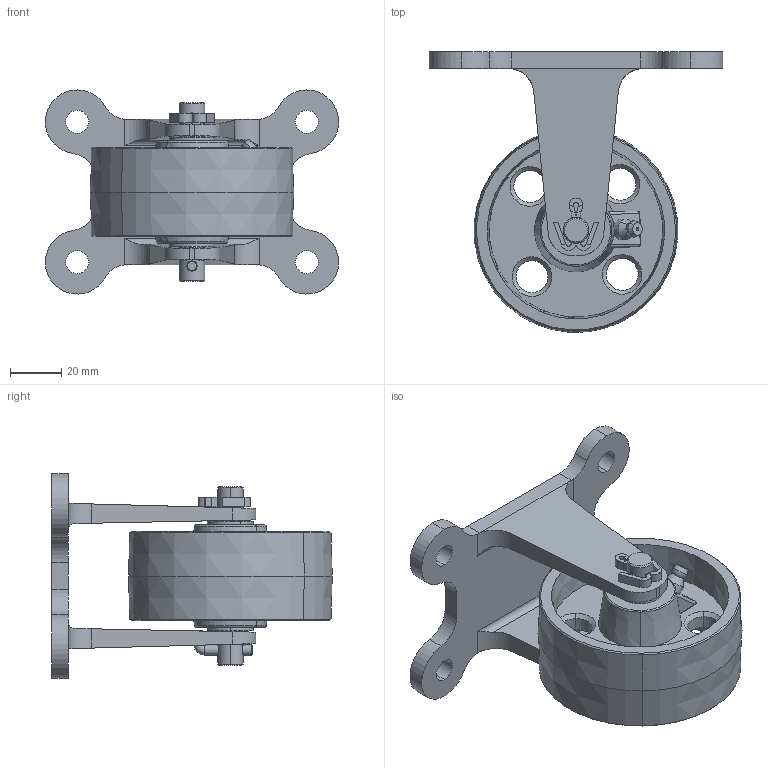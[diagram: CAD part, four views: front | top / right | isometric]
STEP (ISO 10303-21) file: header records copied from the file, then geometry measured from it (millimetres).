
FILE_DESCRIPTION (( 'STEP AP214' ), '1' );
FILE_NAME ('0011585.step', '2020-09-17T07:40:59', ( '' ), ( '' ), 'SwSTEP 2.0', 'SolidWorks 2018', '' );
FILE_SCHEMA (( 'AUTOMOTIVE_DESIGN' ));
Length unit declared in the file: millimetre
Products named in the file (1): 0011585
Bounding box: 114.94 x 109.92 x 79.99 mm (x, y, z)
Volume: 158805.3 mm3; surface area: 61237.8 mm2
Topology: 9 solids, 9 shells, 257 faces, 589 edges, 357 vertices
Faces by surface type: cylinder 102, plane 77, cone 46, torus 18, bspline 10, sphere 4
Entity records: 10824 total; most frequent: CARTESIAN_POINT 2024, DIRECTION 1289, ORIENTED_EDGE 1170, EDGE_CURVE 585, AXIS2_PLACEMENT_3D 516, VERTEX_POINT 355, EDGE_LOOP 300, UNCERTAINTY_MEASURE_WITH_UNIT 268
